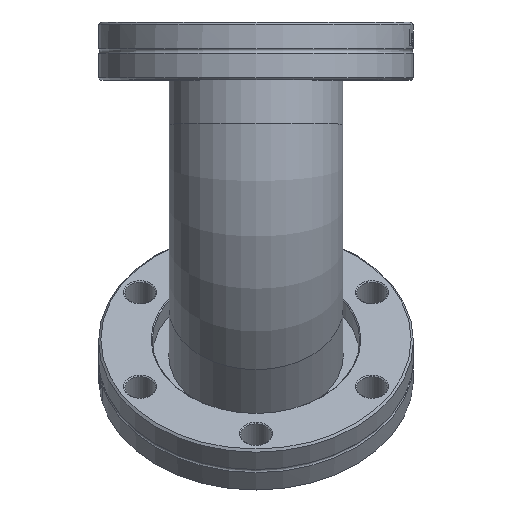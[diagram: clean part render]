
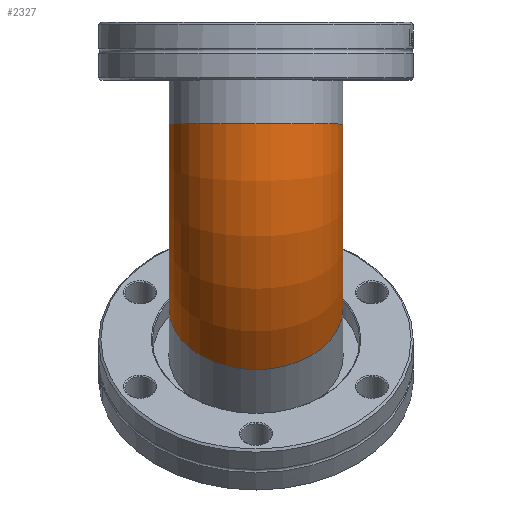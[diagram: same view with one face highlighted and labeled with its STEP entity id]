
A CAD part, top view. The second image highlights one B-rep face of the part: STEP entity #2327.
In plain terms, the highlighted toroidal (fillet/blend) face has major radius 57.15 mm and minor radius 19.05 mm.
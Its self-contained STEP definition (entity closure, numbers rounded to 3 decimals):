
#45=TOROIDAL_SURFACE('',#2633,57.15,19.05);
#561=FACE_BOUND('',#901,.T.);
#701=FACE_OUTER_BOUND('',#900,.T.);
#900=EDGE_LOOP('',(#2165));
#901=EDGE_LOOP('',(#2166));
#995=CIRCLE('',#2632,19.05);
#996=CIRCLE('',#2634,19.05);
#1222=VERTEX_POINT('',#5616);
#1223=VERTEX_POINT('',#5619);
#1538=EDGE_CURVE('',#1222,#1222,#995,.T.);
#1539=EDGE_CURVE('',#1223,#1223,#996,.T.);
#2165=ORIENTED_EDGE('',*,*,#1538,.F.);
#2166=ORIENTED_EDGE('',*,*,#1539,.T.);
#2327=ADVANCED_FACE('',(#701,#561),#45,.T.);
#2632=AXIS2_PLACEMENT_3D('',#5617,#3179,#3180);
#2633=AXIS2_PLACEMENT_3D('',#5618,#3181,#3182);
#2634=AXIS2_PLACEMENT_3D('',#5620,#3183,#3184);
#3179=DIRECTION('center_axis',(-1.,0.,0.));
#3180=DIRECTION('ref_axis',(0.,-1.,0.));
#3181=DIRECTION('center_axis',(0.,0.,1.));
#3182=DIRECTION('ref_axis',(1.,0.,0.));
#3183=DIRECTION('center_axis',(-0.707,0.707,0.));
#3184=DIRECTION('ref_axis',(-0.707,-0.707,0.));
#5616=CARTESIAN_POINT('',(-19.706,56.494,0.));
#5617=CARTESIAN_POINT('Origin',(-19.706,37.444,0.));
#5618=CARTESIAN_POINT('Origin',(-19.706,-19.706,0.));
#5619=CARTESIAN_POINT('',(34.175,34.175,0.));
#5620=CARTESIAN_POINT('Origin',(20.705,20.705,0.));
